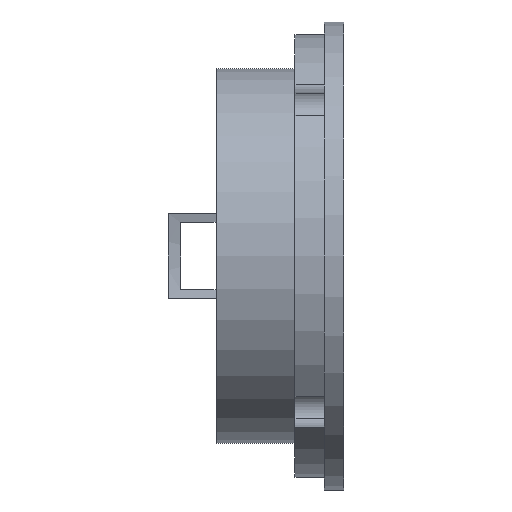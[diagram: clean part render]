
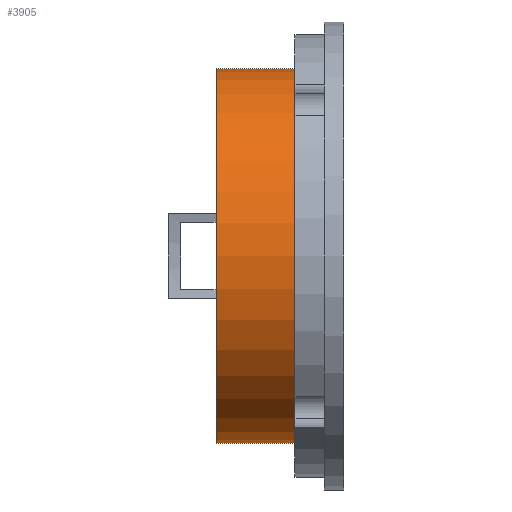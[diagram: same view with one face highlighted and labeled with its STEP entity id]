
A CAD part, left-side view. The second image highlights one B-rep face of the part: STEP entity #3905.
In plain terms, the highlighted cylindrical face has radius 48 mm (diameter 96 mm), a partial arc.
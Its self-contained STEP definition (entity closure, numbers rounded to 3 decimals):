
#284 = ORIENTED_EDGE ( 'NONE', *, *, #4166, .T. ) ;
#295 = CYLINDRICAL_SURFACE ( 'NONE', #2178, 48. ) ;
#432 = CARTESIAN_POINT ( 'NONE',  ( 6.5, 32.5, 48. ) ) ;
#468 = DIRECTION ( 'NONE',  ( 0., 1., 0. ) ) ;
#595 = DIRECTION ( 'NONE',  ( 0., -1., 0. ) ) ;
#1230 = DIRECTION ( 'NONE',  ( 0., 0., 1. ) ) ;
#1298 = VERTEX_POINT ( 'NONE', #3799 ) ;
#1371 = DIRECTION ( 'NONE',  ( 0., -1., 0. ) ) ;
#1499 = AXIS2_PLACEMENT_3D ( 'NONE', #1871, #3225, #1230 ) ;
#1591 = CARTESIAN_POINT ( 'NONE',  ( 6.5, 32.5, 0. ) ) ;
#1685 = CARTESIAN_POINT ( 'NONE',  ( 6.5, 32.5, 48. ) ) ;
#1769 = DIRECTION ( 'NONE',  ( 0., 0., 1. ) ) ;
#1871 = CARTESIAN_POINT ( 'NONE',  ( 6.5, 12.5, 0. ) ) ;
#1889 = CARTESIAN_POINT ( 'NONE',  ( 6.5, 32.5, -48. ) ) ;
#1904 = CIRCLE ( 'NONE', #4134, 48. ) ;
#1925 = CARTESIAN_POINT ( 'NONE',  ( 6.5, 12.5, 48. ) ) ;
#1929 = ORIENTED_EDGE ( 'NONE', *, *, #2898, .F. ) ;
#2117 = VECTOR ( 'NONE', #595, 1000. ) ;
#2178 = AXIS2_PLACEMENT_3D ( 'NONE', #1591, #2228, #3518 ) ;
#2228 = DIRECTION ( 'NONE',  ( 0., -1., 0. ) ) ;
#2762 = CARTESIAN_POINT ( 'NONE',  ( 6.5, 32.5, 0. ) ) ;
#2791 = CIRCLE ( 'NONE', #1499, 48. ) ;
#2898 = EDGE_CURVE ( 'NONE', #3674, #4195, #3296, .T. ) ;
#2910 = VECTOR ( 'NONE', #1371, 1000. ) ;
#3098 = EDGE_LOOP ( 'NONE', ( #1929, #3307, #284, #3936 ) ) ;
#3186 = FACE_OUTER_BOUND ( 'NONE', #3098, .T. ) ;
#3225 = DIRECTION ( 'NONE',  ( 0., 1., 0. ) ) ;
#3296 = LINE ( 'NONE', #1685, #2910 ) ;
#3307 = ORIENTED_EDGE ( 'NONE', *, *, #3721, .F. ) ;
#3502 = CARTESIAN_POINT ( 'NONE',  ( 6.5, 32.5, -48. ) ) ;
#3518 = DIRECTION ( 'NONE',  ( 0., 0., -1. ) ) ;
#3674 = VERTEX_POINT ( 'NONE', #432 ) ;
#3721 = EDGE_CURVE ( 'NONE', #3886, #3674, #1904, .T. ) ;
#3799 = CARTESIAN_POINT ( 'NONE',  ( 6.5, 12.5, -48. ) ) ;
#3809 = EDGE_CURVE ( 'NONE', #1298, #4195, #2791, .T. ) ;
#3873 = LINE ( 'NONE', #3502, #2117 ) ;
#3886 = VERTEX_POINT ( 'NONE', #1889 ) ;
#3905 = ADVANCED_FACE ( 'NONE', ( #3186 ), #295, .T. ) ;
#3936 = ORIENTED_EDGE ( 'NONE', *, *, #3809, .T. ) ;
#4134 = AXIS2_PLACEMENT_3D ( 'NONE', #2762, #468, #1769 ) ;
#4166 = EDGE_CURVE ( 'NONE', #3886, #1298, #3873, .T. ) ;
#4195 = VERTEX_POINT ( 'NONE', #1925 ) ;
